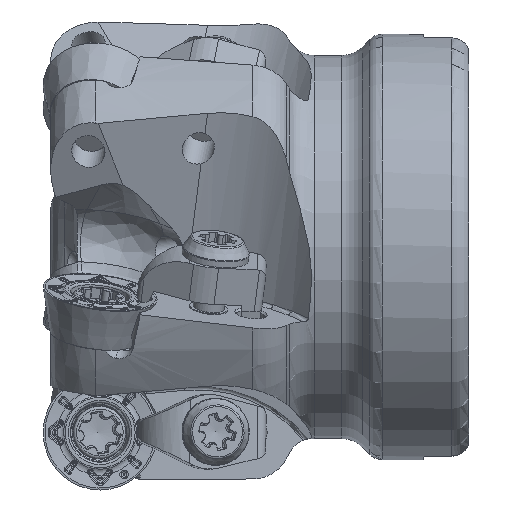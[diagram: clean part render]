
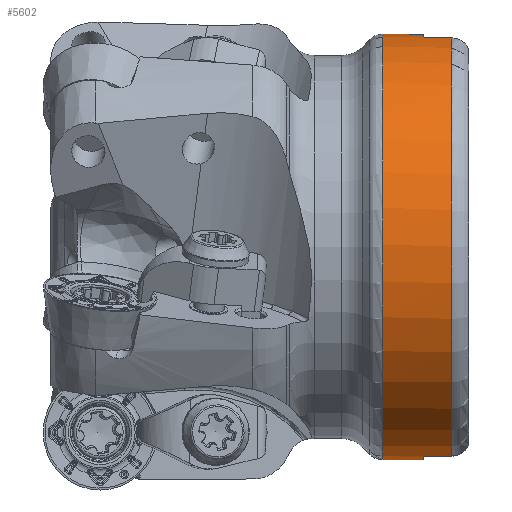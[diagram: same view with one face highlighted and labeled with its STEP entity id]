
A CAD part, top view. The second image highlights one B-rep face of the part: STEP entity #5602.
In plain terms, the highlighted cylindrical face has radius 22.225 mm (diameter 44.45 mm), a full revolution.
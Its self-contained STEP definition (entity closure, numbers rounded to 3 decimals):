
#3028=LINE('',#65176,#4008);
#3029=LINE('',#65181,#4009);
#3030=LINE('',#65219,#4010);
#3031=LINE('',#65223,#4011);
#4008=VECTOR('',#52711,1.);
#4009=VECTOR('',#52714,1.);
#4010=VECTOR('',#52717,1.);
#4011=VECTOR('',#52720,1.);
#4898=FACE_BOUND('',#12118,.T.);
#4899=FACE_BOUND('',#12119,.T.);
#5602=ADVANCED_FACE('',(#4898,#4899),#8723,.T.);
#8723=CYLINDRICAL_SURFACE('',#48217,22.225);
#12118=EDGE_LOOP('',(#18929));
#12119=EDGE_LOOP('',(#18930,#18931,#18932,#18933,#18934,#18935,#18936,#18937,
#18938,#18939,#18940,#18941));
#15552=CIRCLE('',#48212,22.225);
#15553=CIRCLE('',#48213,22.225);
#15554=CIRCLE('',#48214,22.225);
#15555=CIRCLE('',#48215,22.225);
#15556=CIRCLE('',#48216,22.225);
#18929=ORIENTED_EDGE('',*,*,#37697,.T.);
#18930=ORIENTED_EDGE('',*,*,#37698,.F.);
#18931=ORIENTED_EDGE('',*,*,#37699,.T.);
#18932=ORIENTED_EDGE('',*,*,#37700,.F.);
#18933=ORIENTED_EDGE('',*,*,#37701,.T.);
#18934=ORIENTED_EDGE('',*,*,#37702,.F.);
#18935=ORIENTED_EDGE('',*,*,#37703,.T.);
#18936=ORIENTED_EDGE('',*,*,#37704,.F.);
#18937=ORIENTED_EDGE('',*,*,#37705,.T.);
#18938=ORIENTED_EDGE('',*,*,#37706,.F.);
#18939=ORIENTED_EDGE('',*,*,#37707,.T.);
#18940=ORIENTED_EDGE('',*,*,#37708,.F.);
#18941=ORIENTED_EDGE('',*,*,#37709,.T.);
#33222=VERTEX_POINT('',#65175);
#33223=VERTEX_POINT('',#65177);
#33224=VERTEX_POINT('',#65178);
#33225=VERTEX_POINT('',#65180);
#33226=VERTEX_POINT('',#65182);
#33227=VERTEX_POINT('',#65199);
#33228=VERTEX_POINT('',#65201);
#33229=VERTEX_POINT('',#65218);
#33230=VERTEX_POINT('',#65220);
#33231=VERTEX_POINT('',#65222);
#33232=VERTEX_POINT('',#65224);
#33233=VERTEX_POINT('',#65241);
#33234=VERTEX_POINT('',#65243);
#37697=EDGE_CURVE('',#33222,#33222,#15552,.T.);
#37698=EDGE_CURVE('',#33223,#33224,#3028,.T.);
#37699=EDGE_CURVE('',#33223,#33225,#15553,.T.);
#37700=EDGE_CURVE('',#33226,#33225,#3029,.T.);
#37701=EDGE_CURVE('',#33226,#33227,#44694,.T.);
#37702=EDGE_CURVE('',#33228,#33227,#15554,.T.);
#37703=EDGE_CURVE('',#33228,#33229,#44695,.T.);
#37704=EDGE_CURVE('',#33230,#33229,#3030,.T.);
#37705=EDGE_CURVE('',#33230,#33231,#15555,.T.);
#37706=EDGE_CURVE('',#33232,#33231,#3031,.T.);
#37707=EDGE_CURVE('',#33232,#33233,#44696,.T.);
#37708=EDGE_CURVE('',#33234,#33233,#15556,.T.);
#37709=EDGE_CURVE('',#33234,#33224,#44697,.T.);
#44694=B_SPLINE_CURVE_WITH_KNOTS('',3,(#65183,#65184,#65185,#65186,#65187,
#65188,#65189,#65190,#65191,#65192,#65193,#65194,#65195,#65196,#65197,#65198),
 .UNSPECIFIED.,.F.,.F.,(4,3,3,3,3,4),(0.,0.211,0.421,
0.634,0.85,1.),.UNSPECIFIED.);
#44695=B_SPLINE_CURVE_WITH_KNOTS('',3,(#65202,#65203,#65204,#65205,#65206,
#65207,#65208,#65209,#65210,#65211,#65212,#65213,#65214,#65215,#65216,#65217),
 .UNSPECIFIED.,.F.,.F.,(4,3,3,3,3,4),(0.,0.219,0.437,
0.655,0.87,1.),.UNSPECIFIED.);
#44696=B_SPLINE_CURVE_WITH_KNOTS('',3,(#65225,#65226,#65227,#65228,#65229,
#65230,#65231,#65232,#65233,#65234,#65235,#65236,#65237,#65238,#65239,#65240),
 .UNSPECIFIED.,.F.,.F.,(4,3,3,3,3,4),(0.,0.211,0.421,
0.634,0.85,1.),.UNSPECIFIED.);
#44697=B_SPLINE_CURVE_WITH_KNOTS('',3,(#65244,#65245,#65246,#65247,#65248,
#65249,#65250,#65251,#65252,#65253,#65254,#65255,#65256,#65257,#65258,#65259),
 .UNSPECIFIED.,.F.,.F.,(4,3,3,3,3,4),(0.,0.219,0.437,
0.655,0.87,1.),.UNSPECIFIED.);
#48212=AXIS2_PLACEMENT_3D('',#65174,#52709,#52710);
#48213=AXIS2_PLACEMENT_3D('',#65179,#52712,#52713);
#48214=AXIS2_PLACEMENT_3D('',#65200,#52715,#52716);
#48215=AXIS2_PLACEMENT_3D('',#65221,#52718,#52719);
#48216=AXIS2_PLACEMENT_3D('',#65242,#52721,#52722);
#48217=AXIS2_PLACEMENT_3D('',#65260,#52723,#52724);
#52709=DIRECTION('',(1.,0.,0.));
#52710=DIRECTION('',(0.,0.,-1.));
#52711=DIRECTION('',(-1.,0.,0.));
#52712=DIRECTION('',(-1.,0.,0.));
#52713=DIRECTION('',(0.,0.,-1.));
#52714=DIRECTION('',(1.,0.,0.));
#52715=DIRECTION('',(1.,0.,0.));
#52716=DIRECTION('',(0.,0.,1.));
#52717=DIRECTION('',(-1.,0.,0.));
#52718=DIRECTION('',(-1.,0.,0.));
#52719=DIRECTION('',(0.,0.,-1.));
#52720=DIRECTION('',(1.,0.,0.));
#52721=DIRECTION('',(1.,0.,0.));
#52722=DIRECTION('',(0.,0.,1.));
#52723=DIRECTION('',(1.,0.,0.));
#52724=DIRECTION('',(0.,0.,1.));
#65174=CARTESIAN_POINT('',(35.478,0.,0.));
#65175=CARTESIAN_POINT('',(35.478,0.,-22.225));
#65176=CARTESIAN_POINT('',(40.,21.829,-4.175));
#65177=CARTESIAN_POINT('',(42.65,21.829,-4.175));
#65178=CARTESIAN_POINT('',(40.5,21.829,-4.175));
#65179=CARTESIAN_POINT('',(42.65,0.,0.));
#65180=CARTESIAN_POINT('',(42.65,-21.829,-4.175));
#65181=CARTESIAN_POINT('',(40.,-21.829,-4.175));
#65182=CARTESIAN_POINT('',(40.5,-21.829,-4.175));
#65183=CARTESIAN_POINT('',(40.5,-21.829,-4.175));
#65184=CARTESIAN_POINT('',(40.412,-21.829,-4.175));
#65185=CARTESIAN_POINT('',(40.322,-21.832,-4.16));
#65186=CARTESIAN_POINT('',(40.239,-21.838,-4.131));
#65187=CARTESIAN_POINT('',(40.155,-21.843,-4.102));
#65188=CARTESIAN_POINT('',(40.076,-21.851,-4.059));
#65189=CARTESIAN_POINT('',(40.007,-21.861,-4.005));
#65190=CARTESIAN_POINT('',(39.937,-21.871,-3.95));
#65191=CARTESIAN_POINT('',(39.876,-21.883,-3.883));
#65192=CARTESIAN_POINT('',(39.828,-21.896,-3.809));
#65193=CARTESIAN_POINT('',(39.779,-21.909,-3.733));
#65194=CARTESIAN_POINT('',(39.743,-21.924,-3.649));
#65195=CARTESIAN_POINT('',(39.722,-21.938,-3.562));
#65196=CARTESIAN_POINT('',(39.707,-21.948,-3.501));
#65197=CARTESIAN_POINT('',(39.7,-21.958,-3.438));
#65198=CARTESIAN_POINT('',(39.7,-21.967,-3.375));
#65199=CARTESIAN_POINT('',(39.7,-21.967,-3.375));
#65200=CARTESIAN_POINT('',(39.7,0.,0.));
#65201=CARTESIAN_POINT('',(39.7,-21.967,3.375));
#65202=CARTESIAN_POINT('',(39.7,-21.967,3.375));
#65203=CARTESIAN_POINT('',(39.7,-21.953,3.466));
#65204=CARTESIAN_POINT('',(39.716,-21.939,3.557));
#65205=CARTESIAN_POINT('',(39.746,-21.924,3.643));
#65206=CARTESIAN_POINT('',(39.776,-21.91,3.728));
#65207=CARTESIAN_POINT('',(39.822,-21.896,3.809));
#65208=CARTESIAN_POINT('',(39.879,-21.884,3.88));
#65209=CARTESIAN_POINT('',(39.937,-21.871,3.95));
#65210=CARTESIAN_POINT('',(40.007,-21.86,4.012));
#65211=CARTESIAN_POINT('',(40.085,-21.851,4.059));
#65212=CARTESIAN_POINT('',(40.161,-21.843,4.105));
#65213=CARTESIAN_POINT('',(40.248,-21.836,4.139));
#65214=CARTESIAN_POINT('',(40.336,-21.833,4.158));
#65215=CARTESIAN_POINT('',(40.39,-21.83,4.169));
#65216=CARTESIAN_POINT('',(40.445,-21.829,4.175));
#65217=CARTESIAN_POINT('',(40.5,-21.829,4.175));
#65218=CARTESIAN_POINT('',(40.5,-21.829,4.175));
#65219=CARTESIAN_POINT('',(40.,-21.829,4.175));
#65220=CARTESIAN_POINT('',(42.65,-21.829,4.175));
#65221=CARTESIAN_POINT('',(42.65,0.,0.));
#65222=CARTESIAN_POINT('',(42.65,21.829,4.175));
#65223=CARTESIAN_POINT('',(40.,21.829,4.175));
#65224=CARTESIAN_POINT('',(40.5,21.829,4.175));
#65225=CARTESIAN_POINT('',(40.5,21.829,4.175));
#65226=CARTESIAN_POINT('',(40.412,21.829,4.175));
#65227=CARTESIAN_POINT('',(40.322,21.832,4.16));
#65228=CARTESIAN_POINT('',(40.239,21.838,4.131));
#65229=CARTESIAN_POINT('',(40.155,21.843,4.102));
#65230=CARTESIAN_POINT('',(40.076,21.851,4.059));
#65231=CARTESIAN_POINT('',(40.007,21.861,4.005));
#65232=CARTESIAN_POINT('',(39.937,21.871,3.95));
#65233=CARTESIAN_POINT('',(39.876,21.883,3.883));
#65234=CARTESIAN_POINT('',(39.828,21.896,3.809));
#65235=CARTESIAN_POINT('',(39.779,21.909,3.733));
#65236=CARTESIAN_POINT('',(39.743,21.924,3.649));
#65237=CARTESIAN_POINT('',(39.722,21.938,3.562));
#65238=CARTESIAN_POINT('',(39.707,21.948,3.501));
#65239=CARTESIAN_POINT('',(39.7,21.958,3.438));
#65240=CARTESIAN_POINT('',(39.7,21.967,3.375));
#65241=CARTESIAN_POINT('',(39.7,21.967,3.375));
#65242=CARTESIAN_POINT('',(39.7,0.,0.));
#65243=CARTESIAN_POINT('',(39.7,21.967,-3.375));
#65244=CARTESIAN_POINT('',(39.7,21.967,-3.375));
#65245=CARTESIAN_POINT('',(39.7,21.953,-3.466));
#65246=CARTESIAN_POINT('',(39.716,21.939,-3.557));
#65247=CARTESIAN_POINT('',(39.746,21.924,-3.643));
#65248=CARTESIAN_POINT('',(39.776,21.91,-3.728));
#65249=CARTESIAN_POINT('',(39.822,21.896,-3.809));
#65250=CARTESIAN_POINT('',(39.879,21.884,-3.88));
#65251=CARTESIAN_POINT('',(39.937,21.871,-3.95));
#65252=CARTESIAN_POINT('',(40.007,21.86,-4.012));
#65253=CARTESIAN_POINT('',(40.085,21.851,-4.059));
#65254=CARTESIAN_POINT('',(40.161,21.843,-4.105));
#65255=CARTESIAN_POINT('',(40.248,21.836,-4.139));
#65256=CARTESIAN_POINT('',(40.336,21.833,-4.158));
#65257=CARTESIAN_POINT('',(40.39,21.83,-4.169));
#65258=CARTESIAN_POINT('',(40.445,21.829,-4.175));
#65259=CARTESIAN_POINT('',(40.5,21.829,-4.175));
#65260=CARTESIAN_POINT('',(40.,0.,0.));
